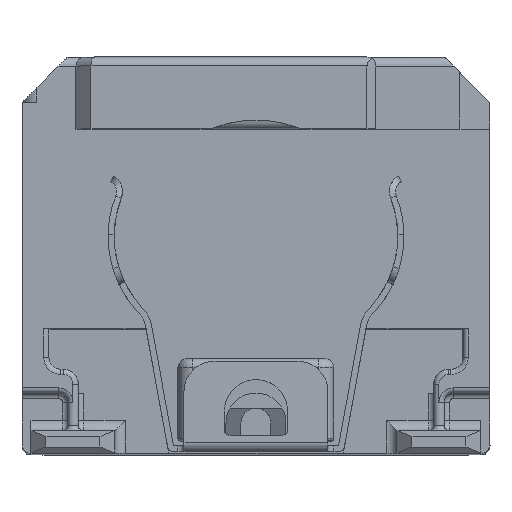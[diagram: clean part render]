
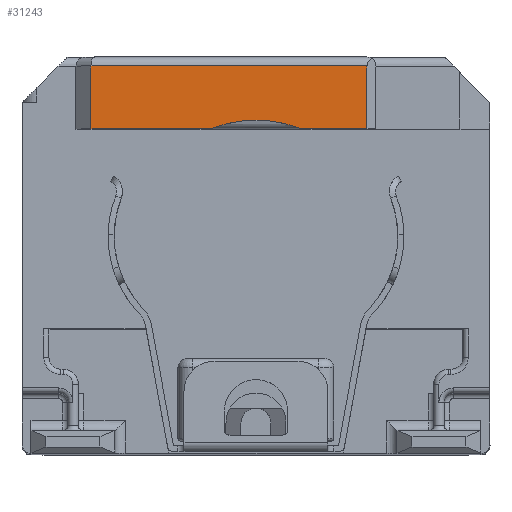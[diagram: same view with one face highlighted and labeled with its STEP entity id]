
A CAD part, top view. The second image highlights one B-rep face of the part: STEP entity #31243.
In plain terms, the highlighted planar face has unit normal (0, 0, 1).
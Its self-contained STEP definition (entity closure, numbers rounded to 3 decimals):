
#6392 = CARTESIAN_POINT ( 'NONE',  ( -5.5, 7.53, 47.36 ) ) ;
#14274 = FACE_OUTER_BOUND ( 'NONE', #31235, .T. ) ;
#14313 = AXIS2_PLACEMENT_3D ( 'NONE', #14431, #14430, #14429 ) ;
#14423 = DIRECTION ( 'NONE',  ( -1., 0., 0. ) ) ;
#14424 = VECTOR ( 'NONE', #14423, 1000. ) ;
#14426 = CARTESIAN_POINT ( 'NONE',  ( 6.8, 5.43, 47.36 ) ) ;
#14427 = LINE ( 'NONE', #14426, #14424 ) ;
#14429 = DIRECTION ( 'NONE',  ( -1., 0., 0. ) ) ;
#14430 = DIRECTION ( 'NONE',  ( 0., 0., -1. ) ) ;
#14431 = CARTESIAN_POINT ( 'NONE',  ( 4., 5.43, 47.36 ) ) ;
#14445 = PLANE ( 'NONE',  #14313 ) ;
#16513 = DIRECTION ( 'NONE',  ( 0., 1., 0. ) ) ;
#16514 = VECTOR ( 'NONE', #16513, 1000. ) ;
#16515 = CARTESIAN_POINT ( 'NONE',  ( -5.5, 5.43, 47.36 ) ) ;
#16521 = LINE ( 'NONE', #16515, #16514 ) ;
#16591 = CARTESIAN_POINT ( 'NONE',  ( 3.7, 7.53, 47.36 ) ) ;
#16634 = DIRECTION ( 'NONE',  ( -1., 0., 0. ) ) ;
#16635 = DIRECTION ( 'NONE',  ( 0., 0., 1. ) ) ;
#16636 = AXIS2_PLACEMENT_3D ( 'NONE', #16676, #16635, #16634 ) ;
#16638 = CIRCLE ( 'NONE', #16636, 4. ) ;
#16676 = CARTESIAN_POINT ( 'NONE',  ( 0., 1.73, 47.36 ) ) ;
#16678 = CARTESIAN_POINT ( 'NONE',  ( -5.5, 5.43, 47.36 ) ) ;
#16721 = DIRECTION ( 'NONE',  ( 1., 0., 0. ) ) ;
#16722 = VECTOR ( 'NONE', #16721, 1000. ) ;
#16723 = CARTESIAN_POINT ( 'NONE',  ( 4., 7.53, 47.36 ) ) ;
#16792 = CARTESIAN_POINT ( 'NONE',  ( 1.52, 5.43, 47.36 ) ) ;
#16802 = LINE ( 'NONE', #16723, #16722 ) ;
#19966 = CARTESIAN_POINT ( 'NONE',  ( -1.52, 5.43, 47.36 ) ) ;
#25497 = DIRECTION ( 'NONE',  ( 0., -1., 0. ) ) ;
#25498 = VECTOR ( 'NONE', #25497, 1000. ) ;
#25499 = CARTESIAN_POINT ( 'NONE',  ( 3.7, 5.43, 47.36 ) ) ;
#25500 = LINE ( 'NONE', #25499, #25498 ) ;
#25529 = CARTESIAN_POINT ( 'NONE',  ( 3.7, 5.43, 47.36 ) ) ;
#25867 = VECTOR ( 'NONE', #25928, 1000. ) ;
#25928 = DIRECTION ( 'NONE',  ( -1., 0., 0. ) ) ;
#25929 = CARTESIAN_POINT ( 'NONE',  ( 4., 5.43, 47.36 ) ) ;
#25935 = LINE ( 'NONE', #25929, #25867 ) ;
#27365 = VERTEX_POINT ( 'NONE', #6392 ) ;
#31232 = ORIENTED_EDGE ( 'NONE', *, *, #31251, .F. ) ;
#31235 = EDGE_LOOP ( 'NONE', ( #31246, #31247, #31245, #31295, #31232, #31248 ) ) ;
#31243 = ADVANCED_FACE ( 'NONE', ( #14274 ), #14445, .F. ) ;
#31245 = ORIENTED_EDGE ( 'NONE', *, *, #34553, .F. ) ;
#31246 = ORIENTED_EDGE ( 'NONE', *, *, #32509, .F. ) ;
#31247 = ORIENTED_EDGE ( 'NONE', *, *, #32365, .F. ) ;
#31248 = ORIENTED_EDGE ( 'NONE', *, *, #34450, .F. ) ;
#31251 = EDGE_CURVE ( 'NONE', #34445, #32472, #14427, .T. ) ;
#31295 = ORIENTED_EDGE ( 'NONE', *, *, #32392, .F. ) ;
#32362 = VERTEX_POINT ( 'NONE', #16591 ) ;
#32365 = EDGE_CURVE ( 'NONE', #32391, #27365, #16521, .T. ) ;
#32391 = VERTEX_POINT ( 'NONE', #16678 ) ;
#32392 = EDGE_CURVE ( 'NONE', #32472, #32466, #16638, .T. ) ;
#32466 = VERTEX_POINT ( 'NONE', #19966 ) ;
#32472 = VERTEX_POINT ( 'NONE', #16792 ) ;
#32509 = EDGE_CURVE ( 'NONE', #27365, #32362, #16802, .T. ) ;
#34445 = VERTEX_POINT ( 'NONE', #25529 ) ;
#34450 = EDGE_CURVE ( 'NONE', #32362, #34445, #25500, .T. ) ;
#34553 = EDGE_CURVE ( 'NONE', #32466, #32391, #25935, .T. ) ;
